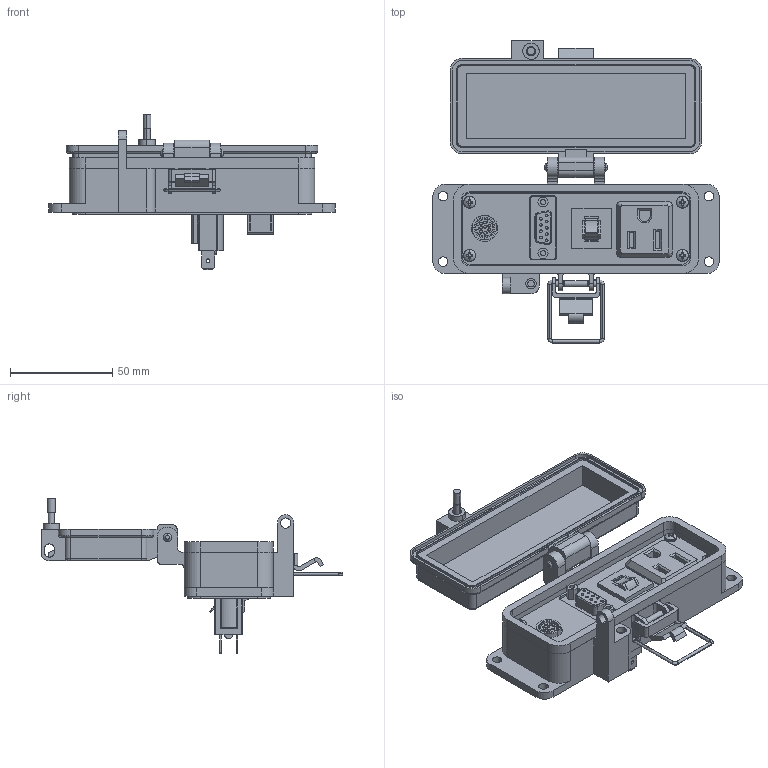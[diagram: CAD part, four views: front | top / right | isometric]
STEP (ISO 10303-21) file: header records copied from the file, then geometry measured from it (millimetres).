
FILE_DESCRIPTION (( 'STEP AP203' ), '1' );
FILE_NAME ('P-B9-H3R3_3D.STEP', '2018-03-22T13:05:42', ( '' ), ( '' ), 'SwSTEP 2.0', 'SolidWorks 2017', '' );
FILE_SCHEMA (( 'CONFIG_CONTROL_DESIGN' ));
Length unit declared in the file: millimetre
Products named in the file (17): Z-200-OTLT-R0SQ; Z-100-ABDH154_DBcon; R; Z-100-ABDH154_8PinMinDin; Z-H-H3_B; Z-100-ABDH154NT; -H3; Z-500-2008; 92005A124_METRIC PAN HEAD PHILLIPS MACHINE SCREW_92005A124; B9; P-B9-H3R3_3D; Z-000-4243316TFP; P-B9-H3R3_BP240_1; Z-CB-SM; P-B9-H3R3_FP060_1; CBX; Z-100-ABDH154_PCB
Assembly tree (21 placements, depth 4):
  P-B9-H3R3_3D
    P-B9-H3R3_BP240_1
    P-B9-H3R3_FP060_1
    B9
      Z-100-ABDH154NT
        Z-100-ABDH154_PCB
        Z-100-ABDH154_DBcon
        Z-100-ABDH154_8PinMinDin
      Z-500-2008  x2
    Z-000-4243316TFP  x2
    CBX
      Z-CB-SM
    R
      Z-200-OTLT-R0SQ
    -H3
      Z-H-H3_B
    92005A124_METRIC PAN HEAD PHILLIPS MACHINE SCREW_92005A124  x4
Bounding box: 140 x 147.61 x 76.21 mm (x, y, z)
Volume: 114527.5 mm3; surface area: 88354.3 mm2
Topology: 23 solids, 23 shells, 2176 faces, 5939 edges, 3913 vertices
Faces by surface type: cylinder 1038, plane 906, bspline 133, cone 75, torus 16, sphere 8
Entity records: 52924 total; most frequent: CARTESIAN_POINT 16252, ORIENTED_EDGE 7648, DIRECTION 6721, EDGE_CURVE 3824, VERTEX_POINT 2524, VECTOR 2311, LINE 2311, AXIS2_PLACEMENT_3D 2205
